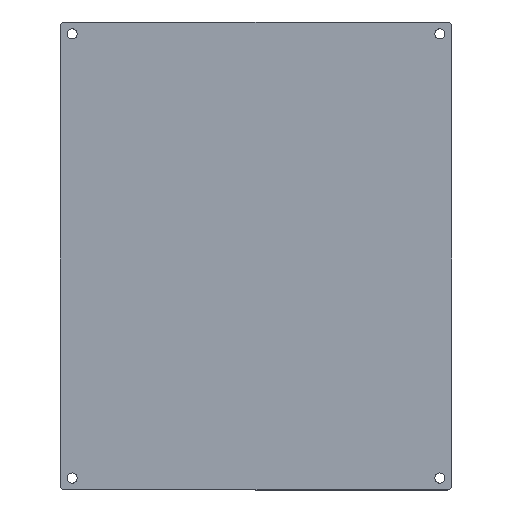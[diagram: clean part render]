
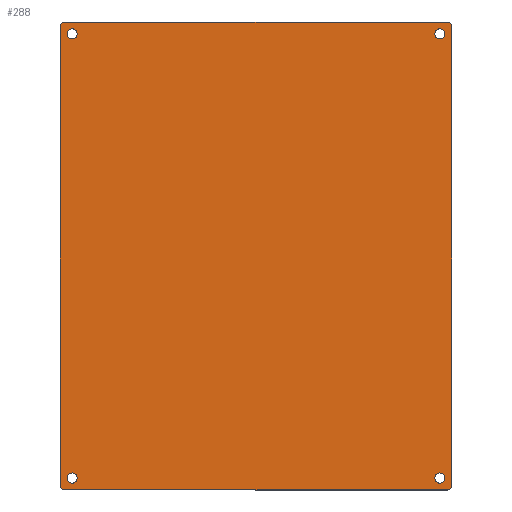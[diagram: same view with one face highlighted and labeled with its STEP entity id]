
A CAD part, top view. The second image highlights one B-rep face of the part: STEP entity #288.
In plain terms, the highlighted planar face has unit normal (0, 0, 1).
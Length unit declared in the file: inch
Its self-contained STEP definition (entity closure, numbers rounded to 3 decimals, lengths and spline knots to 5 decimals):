
#12 = DIRECTION ( 'NONE',  ( 1., 0., 0. ) ) ;
#18 = CARTESIAN_POINT ( 'NONE',  ( 4.812, 5.813, 0.072 ) ) ;
#19 = EDGE_CURVE ( 'NONE', #408, #483, #105, .T. ) ;
#20 = CIRCLE ( 'NONE', #480, 0.1325 ) ;
#24 = DIRECTION ( 'NONE',  ( 1., 0., 0. ) ) ;
#30 = DIRECTION ( 'NONE',  ( 0., 1., 0. ) ) ;
#36 = CARTESIAN_POINT ( 'NONE',  ( -5., -6.125, 0.072 ) ) ;
#38 = PLANE ( 'NONE',  #438 ) ;
#40 = CIRCLE ( 'NONE', #41, 0.1325 ) ;
#41 = AXIS2_PLACEMENT_3D ( 'NONE', #74, #619, #12 ) ;
#43 = ORIENTED_EDGE ( 'NONE', *, *, #244, .T. ) ;
#44 = DIRECTION ( 'NONE',  ( 1., 0., 0. ) ) ;
#47 = ORIENTED_EDGE ( 'NONE', *, *, #338, .T. ) ;
#48 = ORIENTED_EDGE ( 'NONE', *, *, #510, .T. ) ;
#57 = ORIENTED_EDGE ( 'NONE', *, *, #247, .T. ) ;
#60 = DIRECTION ( 'NONE',  ( 0., 0., 1. ) ) ;
#64 = ORIENTED_EDGE ( 'NONE', *, *, #502, .T. ) ;
#68 = DIRECTION ( 'NONE',  ( 0., 0., 1. ) ) ;
#74 = CARTESIAN_POINT ( 'NONE',  ( -4.813, 5.813, 0.072 ) ) ;
#76 = CARTESIAN_POINT ( 'NONE',  ( -5., 6.125, 0.072 ) ) ;
#79 = CARTESIAN_POINT ( 'NONE',  ( 4.6795, -5.812, 0.072 ) ) ;
#82 = CARTESIAN_POINT ( 'NONE',  ( 5.125, -6., 0.072 ) ) ;
#86 = VECTOR ( 'NONE', #133, 39.37008 ) ;
#88 = AXIS2_PLACEMENT_3D ( 'NONE', #493, #442, #287 ) ;
#89 = ORIENTED_EDGE ( 'NONE', *, *, #159, .T. ) ;
#93 = EDGE_CURVE ( 'NONE', #466, #106, #585, .T. ) ;
#99 = VERTEX_POINT ( 'NONE', #468 ) ;
#105 = CIRCLE ( 'NONE', #611, 0.125 ) ;
#106 = VERTEX_POINT ( 'NONE', #415 ) ;
#110 = EDGE_CURVE ( 'NONE', #646, #259, #137, .T. ) ;
#112 = DIRECTION ( 'NONE',  ( 1., 0., 0. ) ) ;
#113 = ORIENTED_EDGE ( 'NONE', *, *, #93, .T. ) ;
#114 = ORIENTED_EDGE ( 'NONE', *, *, #206, .T. ) ;
#118 = CARTESIAN_POINT ( 'NONE',  ( -5., 6., 0.072 ) ) ;
#127 = CARTESIAN_POINT ( 'NONE',  ( -4.9455, 5.813, 0.072 ) ) ;
#131 = VERTEX_POINT ( 'NONE', #127 ) ;
#132 = ORIENTED_EDGE ( 'NONE', *, *, #275, .T. ) ;
#133 = DIRECTION ( 'NONE',  ( 0., -1., 0. ) ) ;
#134 = AXIS2_PLACEMENT_3D ( 'NONE', #358, #414, #112 ) ;
#137 = CIRCLE ( 'NONE', #409, 0.1325 ) ;
#139 = CARTESIAN_POINT ( 'NONE',  ( -4.6805, -5.812, 0.072 ) ) ;
#141 = EDGE_CURVE ( 'NONE', #131, #317, #40, .T. ) ;
#145 = CARTESIAN_POINT ( 'NONE',  ( -5., -6., 0.072 ) ) ;
#147 = LINE ( 'NONE', #82, #527 ) ;
#150 = VERTEX_POINT ( 'NONE', #486 ) ;
#152 = DIRECTION ( 'NONE',  ( 1., 0., 0. ) ) ;
#153 = DIRECTION ( 'NONE',  ( 0., 0., -1. ) ) ;
#156 = ORIENTED_EDGE ( 'NONE', *, *, #525, .T. ) ;
#158 = CARTESIAN_POINT ( 'NONE',  ( 5.125, 6., 0.072 ) ) ;
#159 = EDGE_CURVE ( 'NONE', #455, #466, #550, .T. ) ;
#164 = FACE_OUTER_BOUND ( 'NONE', #614, .T. ) ;
#168 = EDGE_LOOP ( 'NONE', ( #47, #169 ) ) ;
#169 = ORIENTED_EDGE ( 'NONE', *, *, #141, .T. ) ;
#178 = EDGE_CURVE ( 'NONE', #483, #641, #290, .T. ) ;
#182 = DIRECTION ( 'NONE',  ( 0., 0., -1. ) ) ;
#184 = FACE_BOUND ( 'NONE', #168, .T. ) ;
#186 = VERTEX_POINT ( 'NONE', #79 ) ;
#193 = VECTOR ( 'NONE', #630, 39.37008 ) ;
#194 = EDGE_LOOP ( 'NONE', ( #132, #567 ) ) ;
#198 = FACE_BOUND ( 'NONE', #194, .T. ) ;
#199 = CIRCLE ( 'NONE', #251, 0.125 ) ;
#206 = EDGE_CURVE ( 'NONE', #106, #150, #458, .T. ) ;
#210 = EDGE_LOOP ( 'NONE', ( #156, #48 ) ) ;
#211 = CARTESIAN_POINT ( 'NONE',  ( -5.125, -6., 0.072 ) ) ;
#212 = AXIS2_PLACEMENT_3D ( 'NONE', #383, #182, #44 ) ;
#214 = DIRECTION ( 'NONE',  ( 1., 0., 0. ) ) ;
#217 = CARTESIAN_POINT ( 'NONE',  ( -5., 6.125, 0.072 ) ) ;
#220 = CARTESIAN_POINT ( 'NONE',  ( -5., -6., 0.072 ) ) ;
#221 = DIRECTION ( 'NONE',  ( 1., 0., 0. ) ) ;
#225 = CIRCLE ( 'NONE', #470, 0.125 ) ;
#229 = AXIS2_PLACEMENT_3D ( 'NONE', #453, #153, #221 ) ;
#244 = EDGE_CURVE ( 'NONE', #272, #607, #20, .T. ) ;
#247 = EDGE_CURVE ( 'NONE', #640, #408, #147, .T. ) ;
#251 = AXIS2_PLACEMENT_3D ( 'NONE', #118, #60, #560 ) ;
#254 = DIRECTION ( 'NONE',  ( -1., 0., 0. ) ) ;
#256 = CIRCLE ( 'NONE', #212, 0.1325 ) ;
#259 = VERTEX_POINT ( 'NONE', #590 ) ;
#272 = VERTEX_POINT ( 'NONE', #139 ) ;
#273 = ORIENTED_EDGE ( 'NONE', *, *, #548, .T. ) ;
#274 = DIRECTION ( 'NONE',  ( 0., 0., -1. ) ) ;
#275 = EDGE_CURVE ( 'NONE', #259, #646, #256, .T. ) ;
#286 = AXIS2_PLACEMENT_3D ( 'NONE', #220, #68, #421 ) ;
#287 = DIRECTION ( 'NONE',  ( 1., 0., 0. ) ) ;
#288 = ADVANCED_FACE ( 'NONE', ( #416, #164, #487, #198, #184 ), #38, .T. ) ;
#290 = LINE ( 'NONE', #76, #522 ) ;
#304 = CIRCLE ( 'NONE', #570, 0.1325 ) ;
#305 = CARTESIAN_POINT ( 'NONE',  ( 5., 6., 0.072 ) ) ;
#311 = CARTESIAN_POINT ( 'NONE',  ( 4.6795, 5.813, 0.072 ) ) ;
#317 = VERTEX_POINT ( 'NONE', #504 ) ;
#318 = CARTESIAN_POINT ( 'NONE',  ( 5.125, -6., 0.072 ) ) ;
#321 = CIRCLE ( 'NONE', #229, 0.1325 ) ;
#325 = EDGE_LOOP ( 'NONE', ( #43, #64 ) ) ;
#337 = ORIENTED_EDGE ( 'NONE', *, *, #19, .T. ) ;
#338 = EDGE_CURVE ( 'NONE', #317, #131, #500, .T. ) ;
#347 = ORIENTED_EDGE ( 'NONE', *, *, #178, .T. ) ;
#357 = DIRECTION ( 'NONE',  ( -1., 0., 0. ) ) ;
#358 = CARTESIAN_POINT ( 'NONE',  ( 4.812, -5.812, 0.072 ) ) ;
#371 = DIRECTION ( 'NONE',  ( 1., 0., 0. ) ) ;
#383 = CARTESIAN_POINT ( 'NONE',  ( 4.812, 5.813, 0.072 ) ) ;
#408 = VERTEX_POINT ( 'NONE', #158 ) ;
#409 = AXIS2_PLACEMENT_3D ( 'NONE', #18, #274, #371 ) ;
#414 = DIRECTION ( 'NONE',  ( 0., 0., -1. ) ) ;
#415 = CARTESIAN_POINT ( 'NONE',  ( -5., -6.125, 0.072 ) ) ;
#416 = FACE_BOUND ( 'NONE', #210, .T. ) ;
#421 = DIRECTION ( 'NONE',  ( -1., 0., 0. ) ) ;
#431 = EDGE_CURVE ( 'NONE', #150, #640, #225, .T. ) ;
#433 = CARTESIAN_POINT ( 'NONE',  ( -5.125, -6., 0.072 ) ) ;
#438 = AXIS2_PLACEMENT_3D ( 'NONE', #145, #450, #152 ) ;
#442 = DIRECTION ( 'NONE',  ( 0., 0., -1. ) ) ;
#450 = DIRECTION ( 'NONE',  ( 0., 0., 1. ) ) ;
#453 = CARTESIAN_POINT ( 'NONE',  ( -4.813, -5.812, 0.072 ) ) ;
#455 = VERTEX_POINT ( 'NONE', #511 ) ;
#458 = LINE ( 'NONE', #36, #193 ) ;
#464 = DIRECTION ( 'NONE',  ( 0., 0., -1. ) ) ;
#465 = CARTESIAN_POINT ( 'NONE',  ( 4.812, -5.812, 0.072 ) ) ;
#466 = VERTEX_POINT ( 'NONE', #211 ) ;
#468 = CARTESIAN_POINT ( 'NONE',  ( 4.9445, -5.812, 0.072 ) ) ;
#470 = AXIS2_PLACEMENT_3D ( 'NONE', #645, #506, #254 ) ;
#480 = AXIS2_PLACEMENT_3D ( 'NONE', #533, #587, #24 ) ;
#483 = VERTEX_POINT ( 'NONE', #609 ) ;
#486 = CARTESIAN_POINT ( 'NONE',  ( 5., -6.125, 0.072 ) ) ;
#487 = FACE_BOUND ( 'NONE', #325, .T. ) ;
#493 = CARTESIAN_POINT ( 'NONE',  ( -4.813, 5.813, 0.072 ) ) ;
#500 = CIRCLE ( 'NONE', #88, 0.1325 ) ;
#502 = EDGE_CURVE ( 'NONE', #607, #272, #321, .T. ) ;
#504 = CARTESIAN_POINT ( 'NONE',  ( -4.6805, 5.813, 0.072 ) ) ;
#506 = DIRECTION ( 'NONE',  ( 0., 0., 1. ) ) ;
#510 = EDGE_CURVE ( 'NONE', #186, #99, #573, .T. ) ;
#511 = CARTESIAN_POINT ( 'NONE',  ( -5.125, 6., 0.072 ) ) ;
#522 = VECTOR ( 'NONE', #629, 39.37008 ) ;
#525 = EDGE_CURVE ( 'NONE', #99, #186, #304, .T. ) ;
#527 = VECTOR ( 'NONE', #30, 39.37008 ) ;
#533 = CARTESIAN_POINT ( 'NONE',  ( -4.813, -5.812, 0.072 ) ) ;
#548 = EDGE_CURVE ( 'NONE', #641, #455, #199, .T. ) ;
#550 = LINE ( 'NONE', #433, #86 ) ;
#560 = DIRECTION ( 'NONE',  ( -1., 0., 0. ) ) ;
#567 = ORIENTED_EDGE ( 'NONE', *, *, #110, .T. ) ;
#570 = AXIS2_PLACEMENT_3D ( 'NONE', #465, #464, #214 ) ;
#573 = CIRCLE ( 'NONE', #134, 0.1325 ) ;
#585 = CIRCLE ( 'NONE', #286, 0.125 ) ;
#586 = ORIENTED_EDGE ( 'NONE', *, *, #431, .T. ) ;
#587 = DIRECTION ( 'NONE',  ( 0., 0., -1. ) ) ;
#590 = CARTESIAN_POINT ( 'NONE',  ( 4.9445, 5.813, 0.072 ) ) ;
#607 = VERTEX_POINT ( 'NONE', #610 ) ;
#609 = CARTESIAN_POINT ( 'NONE',  ( 5., 6.125, 0.072 ) ) ;
#610 = CARTESIAN_POINT ( 'NONE',  ( -4.9455, -5.812, 0.072 ) ) ;
#611 = AXIS2_PLACEMENT_3D ( 'NONE', #305, #647, #357 ) ;
#614 = EDGE_LOOP ( 'NONE', ( #273, #89, #113, #114, #586, #57, #337, #347 ) ) ;
#619 = DIRECTION ( 'NONE',  ( 0., 0., -1. ) ) ;
#629 = DIRECTION ( 'NONE',  ( -1., 0., 0. ) ) ;
#630 = DIRECTION ( 'NONE',  ( 1., 0., 0. ) ) ;
#640 = VERTEX_POINT ( 'NONE', #318 ) ;
#641 = VERTEX_POINT ( 'NONE', #217 ) ;
#645 = CARTESIAN_POINT ( 'NONE',  ( 5., -6., 0.072 ) ) ;
#646 = VERTEX_POINT ( 'NONE', #311 ) ;
#647 = DIRECTION ( 'NONE',  ( 0., 0., 1. ) ) ;
